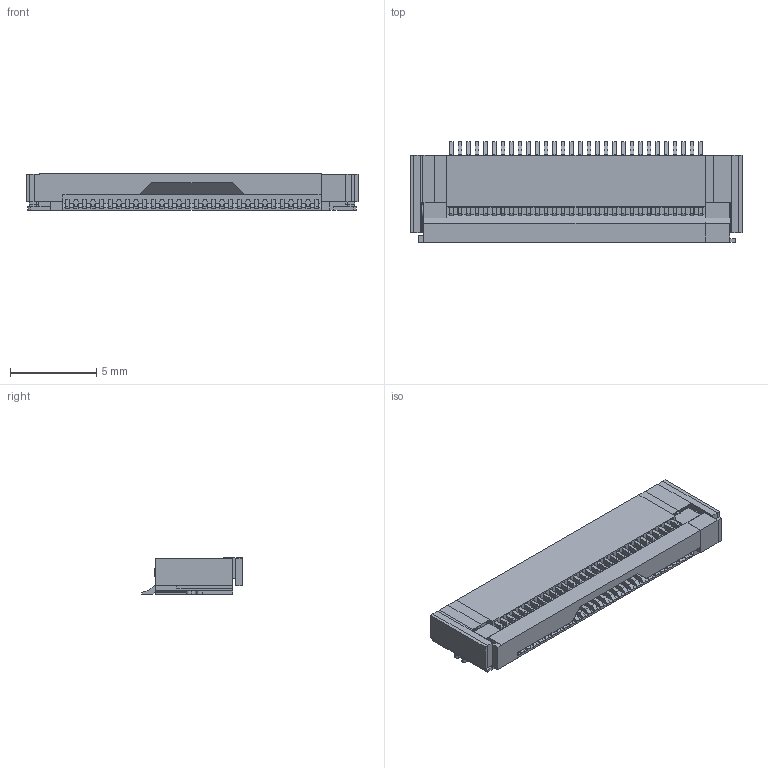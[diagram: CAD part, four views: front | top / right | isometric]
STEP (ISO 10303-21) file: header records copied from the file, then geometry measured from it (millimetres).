
FILE_DESCRIPTION(('STEP AP214'), '1');
FILE_NAME('FPC-30', '2024-01-29T16:38:48', (''), (''), 'C3D Converter', 'C3D Toolkit', '');
FILE_SCHEMA(('AUTOMOTIVE_DESIGN { 1 0 10303 214 3 1 1}'));
Length unit declared in the file: millimetre
Bounding box: 19.3 x 5.85 x 2.11 mm (x, y, z)
Volume: 122 mm3; surface area: 1132.5 mm2
Topology: 17 solids, 17 shells, 1550 faces, 4878 edges, 3125 vertices
Faces by surface type: plane 1386, cylinder 164
Full cylindrical faces by diameter (mm): 0.7 x2, 0.8 x2
Entity records: 65789 total; most frequent: ORIENTED_EDGE 9748, CARTESIAN_POINT 9550, DIRECTION 8308, EDGE_CURVE 4874, LINE 4542, VECTOR 4542, VERTEX_POINT 3125, AXIS2_PLACEMENT_3D 1883
